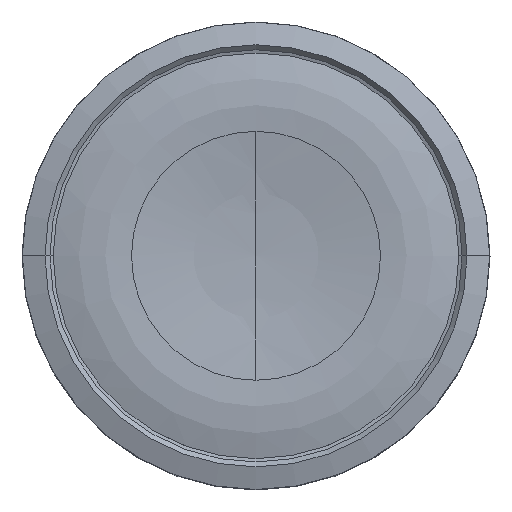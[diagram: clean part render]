
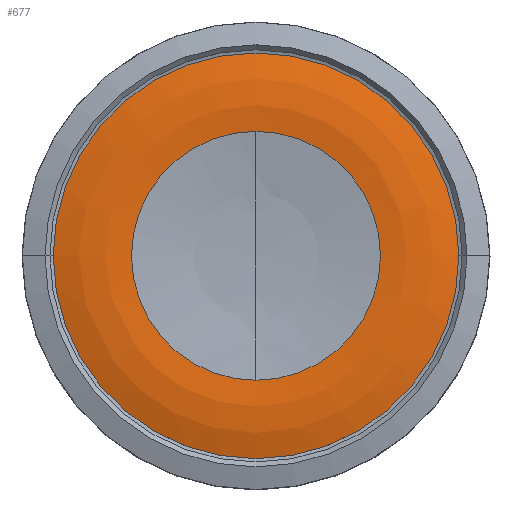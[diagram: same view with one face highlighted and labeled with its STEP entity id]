
A CAD part, top view. The second image highlights one B-rep face of the part: STEP entity #677.
In plain terms, the highlighted free-form (B-spline) face has degree [3, 3] with [4, 7] control points.
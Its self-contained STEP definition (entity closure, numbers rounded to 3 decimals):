
#647 = EDGE_CURVE('',#648,#650,#652,.T.);
#648 = VERTEX_POINT('',#649);
#649 = CARTESIAN_POINT('',(-12.35,0.,
    8.8));
#650 = VERTEX_POINT('',#651);
#651 = CARTESIAN_POINT('',(12.35,0.,
    8.8));
#652 = CIRCLE('',#653,12.35);
#653 = AXIS2_PLACEMENT_3D('',#654,#655,#656);
#654 = CARTESIAN_POINT('',(0.,0.,
    8.8));
#655 = DIRECTION('',(0.,0.,1.));
#656 = DIRECTION('',(1.,0.,0.));
#658 = EDGE_CURVE('',#650,#648,#659,.T.);
#659 = CIRCLE('',#660,12.35);
#660 = AXIS2_PLACEMENT_3D('',#661,#662,#663);
#661 = CARTESIAN_POINT('',(0.,0.,
    8.8));
#662 = DIRECTION('',(0.,0.,1.));
#663 = DIRECTION('',(1.,0.,0.));
#677 = ADVANCED_FACE('',(#678),#728,.T.);
#678 = FACE_BOUND('',#679,.T.);
#679 = EDGE_LOOP('',(#680,#681,#682,#693,#702,#711,#720,#727));
#680 = ORIENTED_EDGE('',*,*,#658,.T.);
#681 = ORIENTED_EDGE('',*,*,#647,.T.);
#682 = ORIENTED_EDGE('',*,*,#683,.F.);
#683 = EDGE_CURVE('',#684,#650,#686,.T.);
#684 = VERTEX_POINT('',#685);
#685 = CARTESIAN_POINT('',(7.579,0.,
    9.176));
#686 = B_SPLINE_CURVE_WITH_KNOTS('',5,(#687,#688,#689,#690,#691,#692),
  .UNSPECIFIED.,.F.,.F.,(6,6),(0.,1.),.PIECEWISE_BEZIER_KNOTS.);
#687 = CARTESIAN_POINT('',(7.579,0.,
    9.176));
#688 = CARTESIAN_POINT('',(8.523,0.,
    9.332));
#689 = CARTESIAN_POINT('',(9.5,0.,
    9.376));
#690 = CARTESIAN_POINT('',(10.484,0.,
    9.298));
#691 = CARTESIAN_POINT('',(11.441,0.,
    9.101));
#692 = CARTESIAN_POINT('',(12.35,0.,
    8.8));
#693 = ORIENTED_EDGE('',*,*,#694,.F.);
#694 = EDGE_CURVE('',#695,#684,#697,.T.);
#695 = VERTEX_POINT('',#696);
#696 = CARTESIAN_POINT('',(0.,-7.579,
    9.176));
#697 = CIRCLE('',#698,7.579);
#698 = AXIS2_PLACEMENT_3D('',#699,#700,#701);
#699 = CARTESIAN_POINT('',(0.,0.,
    9.176));
#700 = DIRECTION('',(0.,0.,1.));
#701 = DIRECTION('',(1.,0.,0.));
#702 = ORIENTED_EDGE('',*,*,#703,.F.);
#703 = EDGE_CURVE('',#704,#695,#706,.T.);
#704 = VERTEX_POINT('',#705);
#705 = CARTESIAN_POINT('',(-7.579,0.,
    9.176));
#706 = CIRCLE('',#707,7.579);
#707 = AXIS2_PLACEMENT_3D('',#708,#709,#710);
#708 = CARTESIAN_POINT('',(0.,0.,
    9.176));
#709 = DIRECTION('',(0.,0.,1.));
#710 = DIRECTION('',(1.,0.,0.));
#711 = ORIENTED_EDGE('',*,*,#712,.F.);
#712 = EDGE_CURVE('',#713,#704,#715,.T.);
#713 = VERTEX_POINT('',#714);
#714 = CARTESIAN_POINT('',(0.,7.579,
    9.176));
#715 = CIRCLE('',#716,7.579);
#716 = AXIS2_PLACEMENT_3D('',#717,#718,#719);
#717 = CARTESIAN_POINT('',(0.,0.,
    9.176));
#718 = DIRECTION('',(0.,0.,1.));
#719 = DIRECTION('',(1.,0.,0.));
#720 = ORIENTED_EDGE('',*,*,#721,.F.);
#721 = EDGE_CURVE('',#684,#713,#722,.T.);
#722 = CIRCLE('',#723,7.579);
#723 = AXIS2_PLACEMENT_3D('',#724,#725,#726);
#724 = CARTESIAN_POINT('',(0.,0.,
    9.176));
#725 = DIRECTION('',(0.,0.,1.));
#726 = DIRECTION('',(1.,0.,0.));
#727 = ORIENTED_EDGE('',*,*,#683,.T.);
#728 = ( BOUNDED_SURFACE() B_SPLINE_SURFACE(3,3,(
    (#729,#730,#731,#732,#733,#734,#735)
    ,(#736,#737,#738,#739,#740,#741,#742)
    ,(#743,#744,#745,#746,#747,#748,#749)
    ,(#750,#751,#752,#753,#754,#755,#756
)),.UNSPECIFIED.,.F.,.T.,.F.) B_SPLINE_SURFACE_WITH_KNOTS((4,4),(1,3,3,3
    ,1),(0.,1.),(-0.5,0.,0.5,1.,1.5),.UNSPECIFIED.) 
GEOMETRIC_REPRESENTATION_ITEM() RATIONAL_B_SPLINE_SURFACE((
    (1.,0.333,0.333,1.,0.333,0.333
      ,1.)
    ,(0.981,0.327,0.327,0.981
      ,0.327,0.327,0.981)
    ,(0.981,0.327,0.327,0.981
      ,0.327,0.327,0.981)
    ,(1.,0.333,0.333,1.,0.333,0.333
,1.))) REPRESENTATION_ITEM('') SURFACE() );
#729 = CARTESIAN_POINT('',(7.579,0.,
    9.176));
#730 = CARTESIAN_POINT('',(7.579,15.158,9.176
    ));
#731 = CARTESIAN_POINT('',(-7.579,15.158,9.176
    ));
#732 = CARTESIAN_POINT('',(-7.579,0.,
    9.176));
#733 = CARTESIAN_POINT('',(-7.579,-15.158,9.176
    ));
#734 = CARTESIAN_POINT('',(7.579,-15.158,9.176
    ));
#735 = CARTESIAN_POINT('',(7.579,0.,
    9.176));
#736 = CARTESIAN_POINT('',(9.184,0.,
    9.44));
#737 = CARTESIAN_POINT('',(9.184,18.368,9.44
    ));
#738 = CARTESIAN_POINT('',(-9.184,18.368,
    9.44));
#739 = CARTESIAN_POINT('',(-9.184,0.,
    9.44));
#740 = CARTESIAN_POINT('',(-9.184,-18.368,9.44
    ));
#741 = CARTESIAN_POINT('',(9.184,-18.368,9.44)
  );
#742 = CARTESIAN_POINT('',(9.184,0.,
    9.44));
#743 = CARTESIAN_POINT('',(10.806,0.,
    9.312));
#744 = CARTESIAN_POINT('',(10.806,21.612,
    9.312));
#745 = CARTESIAN_POINT('',(-10.806,21.612,
    9.312));
#746 = CARTESIAN_POINT('',(-10.806,0.,
    9.312));
#747 = CARTESIAN_POINT('',(-10.806,-21.612,
    9.312));
#748 = CARTESIAN_POINT('',(10.806,-21.612,
    9.312));
#749 = CARTESIAN_POINT('',(10.806,0.,
    9.312));
#750 = CARTESIAN_POINT('',(12.35,0.,
    8.8));
#751 = CARTESIAN_POINT('',(12.35,24.7,
    8.8));
#752 = CARTESIAN_POINT('',(-12.35,24.7,
    8.8));
#753 = CARTESIAN_POINT('',(-12.35,0.,
    8.8));
#754 = CARTESIAN_POINT('',(-12.35,-24.7,8.8));
#755 = CARTESIAN_POINT('',(12.35,-24.7,8.8));
#756 = CARTESIAN_POINT('',(12.35,0.,
    8.8));
